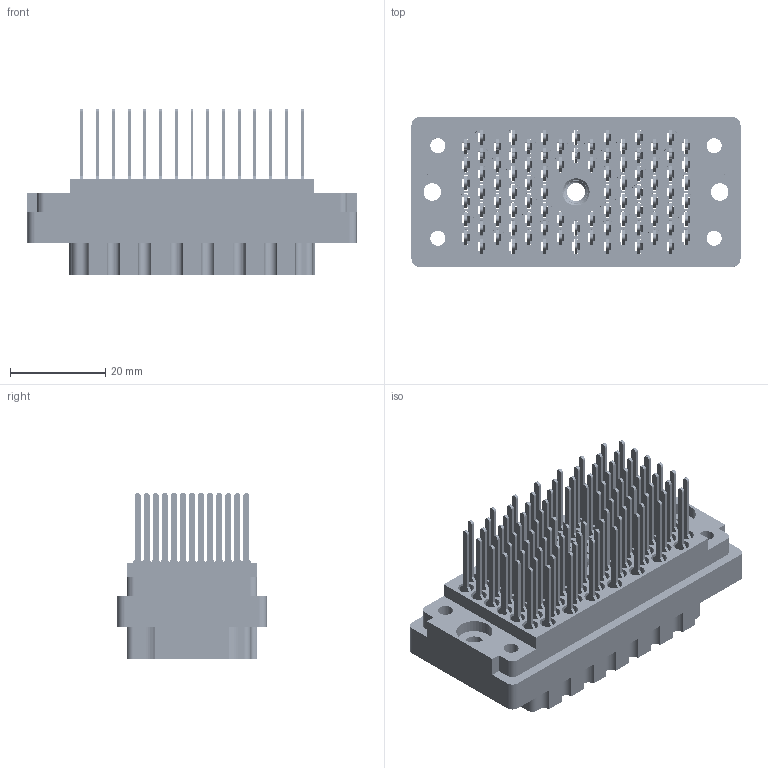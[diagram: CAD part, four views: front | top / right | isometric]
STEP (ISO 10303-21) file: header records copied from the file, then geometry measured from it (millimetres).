
FILE_DESCRIPTION (( 'STEP AP203' ), '1' );
FILE_NAME ('516-090-540-606.STEP', '2020-03-06T20:44:05', ( '' ), ( '' ), 'SwSTEP 2.0', 'SolidWorks 2016', '' );
FILE_SCHEMA (( 'CONFIG_CONTROL_DESIGN' ));
Length unit declared in the file: inch
Products named in the file (4): 516-090-540-606; 516-252-095-100; 516 Part Receptacle_090; 516-292-001_540 Contact
Assembly tree (92 placements, depth 2):
  516-090-540-606
    516 Part Receptacle_090
    516-292-001_540 Contact  x90
    516-252-095-100
Bounding box: 69.04 x 31.34 x 34.87 mm (x, y, z)
Volume: 23878.8 mm3; surface area: 48416.4 mm2
Topology: 92 solids, 92 shells, 8455 faces, 24567 edges, 16315 vertices
Faces by surface type: plane 5166, cylinder 2731, bspline 546, cone 12
Entity records: 74129 total; most frequent: CARTESIAN_POINT 14519, ORIENTED_EDGE 12110, DIRECTION 11766, EDGE_CURVE 6055, VECTOR 4440, LINE 4440, VERTEX_POINT 4033, AXIS2_PLACEMENT_3D 3663
